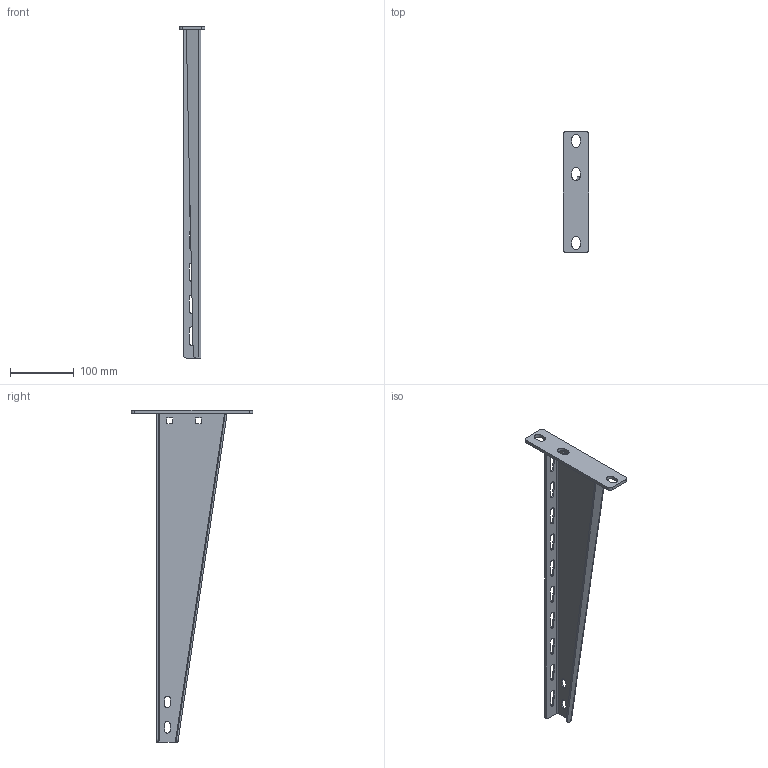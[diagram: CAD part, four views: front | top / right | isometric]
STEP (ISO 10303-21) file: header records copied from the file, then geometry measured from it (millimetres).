
FILE_DESCRIPTION((''),'2;1');
FILE_NAME('711250_ASM','2019-01-11T12:46:38',('tomasz.grudniewski'),(''),'CREO PARAMETRIC BY PTC INC, 2018400','CREO PARAMETRIC BY PTC INC, 2018400','');
FILE_SCHEMA(('CONFIG_CONTROL_DESIGN'));
Length unit declared in the file: millimetre
Products named in the file (3): WWC500_PRT; WWC600_1_PRT; 711250_ASM
Assembly tree (2 placements, depth 2):
  711250_ASM
    WWC500_PRT
    WWC600_1_PRT
Bounding box: 40 x 190 x 520 mm (x, y, z)
Volume: 181886.9 mm3; surface area: 129864.6 mm2
Topology: 2 solids, 2 shells, 142 faces, 398 edges, 260 vertices
Faces by surface type: plane 80, cylinder 58, bspline 4
Entity records: 4862 total; most frequent: CARTESIAN_POINT 955, DIRECTION 800, ORIENTED_EDGE 796, EDGE_CURVE 398, VECTOR 278, LINE 278, AXIS2_PLACEMENT_3D 261, VERTEX_POINT 260
